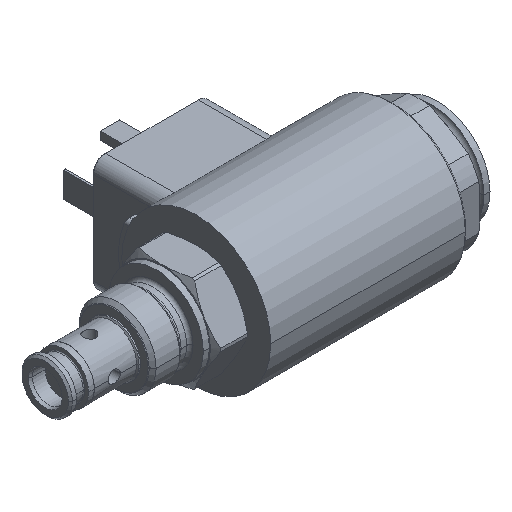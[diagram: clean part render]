
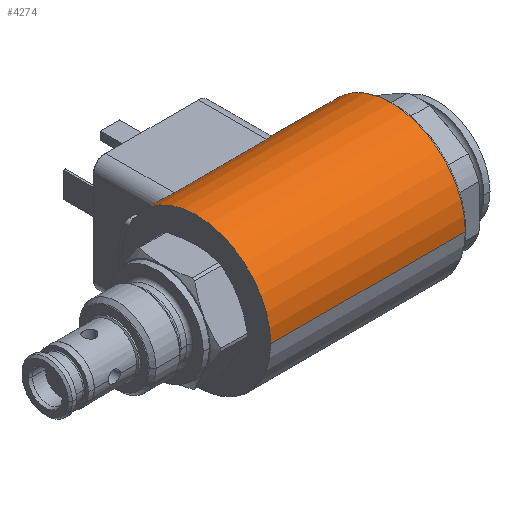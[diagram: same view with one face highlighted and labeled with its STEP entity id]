
A CAD part, isometric view. The second image highlights one B-rep face of the part: STEP entity #4274.
In plain terms, the highlighted cylindrical face has radius 18.5 mm (diameter 37 mm), a partial arc.
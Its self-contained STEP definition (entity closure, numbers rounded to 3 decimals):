
#1327=CARTESIAN_POINT('',(10.,0.,0.));
#1328=DIRECTION('',(1.,0.,0.));
#1329=DIRECTION('',(0.,1.,0.));
#1330=AXIS2_PLACEMENT_3D('',#1327,#1328,#1329);
#1337=CARTESIAN_POINT('',(10.5,0.,0.));
#1338=DIRECTION('',(1.,0.,0.));
#1339=DIRECTION('',(0.,1.,0.));
#1340=AXIS2_PLACEMENT_3D('',#1337,#1338,#1339);
#1342=DIRECTION('',(1.,0.,0.));
#1343=VECTOR('',#1342,1.5);
#1344=CARTESIAN_POINT('',(11.5,16.608,8.15));
#1345=LINE('',#1344,#1343);
#1346=CARTESIAN_POINT('',(13.,0.,0.));
#1347=DIRECTION('',(1.,0.,0.));
#1348=DIRECTION('',(0.,0.898,0.441));
#1349=AXIS2_PLACEMENT_3D('',#1346,#1347,#1348);
#1351=CARTESIAN_POINT('',(13.,14.491,11.5));
#1352=CARTESIAN_POINT('',(13.,14.426,11.583));
#1353=CARTESIAN_POINT('',(13.007,14.292,11.748));
#1354=CARTESIAN_POINT('',(13.038,14.082,11.999));
#1355=CARTESIAN_POINT('',(13.091,13.867,12.248));
#1356=CARTESIAN_POINT('',(13.165,13.647,12.492));
#1357=CARTESIAN_POINT('',(13.26,13.424,12.731));
#1358=CARTESIAN_POINT('',(13.375,13.203,12.96));
#1359=CARTESIAN_POINT('',(13.507,12.988,13.175));
#1360=CARTESIAN_POINT('',(13.653,12.783,13.374));
#1361=CARTESIAN_POINT('',(13.811,12.59,13.555));
#1362=CARTESIAN_POINT('',(13.977,12.412,13.719));
#1363=CARTESIAN_POINT('',(14.15,12.248,13.865));
#1364=CARTESIAN_POINT('',(14.326,12.103,13.992));
#1365=CARTESIAN_POINT('',(14.503,11.974,14.103));
#1366=CARTESIAN_POINT('',(14.68,11.863,14.196));
#1367=CARTESIAN_POINT('',(14.853,11.768,14.274));
#1368=CARTESIAN_POINT('',(15.024,11.69,14.339));
#1369=CARTESIAN_POINT('',(15.192,11.626,14.391));
#1370=CARTESIAN_POINT('',(15.357,11.575,14.432));
#1371=CARTESIAN_POINT('',(15.519,11.536,14.463));
#1372=CARTESIAN_POINT('',(15.68,11.509,14.484));
#1373=CARTESIAN_POINT('',(15.84,11.493,14.497));
#1374=CARTESIAN_POINT('',(15.947,11.489,14.5));
#1375=CARTESIAN_POINT('',(16.,11.489,14.5));
#1377=DIRECTION('',(1.,0.,0.));
#1378=VECTOR('',#1377,23.);
#1379=CARTESIAN_POINT('',(16.,11.489,14.5));
#1380=LINE('',#1379,#1378);
#1381=CARTESIAN_POINT('',(39.,11.489,14.5));
#1382=CARTESIAN_POINT('',(39.053,11.489,14.5));
#1383=CARTESIAN_POINT('',(39.159,11.493,14.497));
#1384=CARTESIAN_POINT('',(39.32,11.509,14.484));
#1385=CARTESIAN_POINT('',(39.481,11.536,14.463));
#1386=CARTESIAN_POINT('',(39.643,11.575,14.432));
#1387=CARTESIAN_POINT('',(39.808,11.626,14.391));
#1388=CARTESIAN_POINT('',(39.976,11.69,14.339));
#1389=CARTESIAN_POINT('',(40.146,11.768,14.274));
#1390=CARTESIAN_POINT('',(40.32,11.863,14.196));
#1391=CARTESIAN_POINT('',(40.496,11.974,14.103));
#1392=CARTESIAN_POINT('',(40.674,12.103,13.992));
#1393=CARTESIAN_POINT('',(40.85,12.248,13.865));
#1394=CARTESIAN_POINT('',(41.023,12.412,13.719));
#1395=CARTESIAN_POINT('',(41.189,12.59,13.555));
#1396=CARTESIAN_POINT('',(41.347,12.783,13.374));
#1397=CARTESIAN_POINT('',(41.493,12.988,13.175));
#1398=CARTESIAN_POINT('',(41.625,13.203,12.96));
#1399=CARTESIAN_POINT('',(41.74,13.424,12.731));
#1400=CARTESIAN_POINT('',(41.835,13.647,12.492));
#1401=CARTESIAN_POINT('',(41.909,13.867,12.248));
#1402=CARTESIAN_POINT('',(41.962,14.082,11.999));
#1403=CARTESIAN_POINT('',(41.993,14.292,11.748));
#1404=CARTESIAN_POINT('',(42.,14.426,11.583));
#1405=CARTESIAN_POINT('',(42.,14.491,11.5));
#1407=CARTESIAN_POINT('',(42.,0.,0.));
#1408=DIRECTION('',(1.,0.,0.));
#1409=DIRECTION('',(0.,1.,0.));
#1410=AXIS2_PLACEMENT_3D('',#1407,#1408,#1409);
#1412=CARTESIAN_POINT('',(58.368,0.,0.));
#1413=DIRECTION('',(1.,0.,0.));
#1414=DIRECTION('',(0.,1.,0.));
#1415=AXIS2_PLACEMENT_3D('',#1412,#1413,#1414);
#1430=CARTESIAN_POINT('',(11.5,16.608,8.15));
#1431=CARTESIAN_POINT('',(11.469,16.608,8.15));
#1432=CARTESIAN_POINT('',(11.408,16.609,8.147));
#1433=CARTESIAN_POINT('',(11.317,16.616,8.135));
#1434=CARTESIAN_POINT('',(11.227,16.626,8.113));
#1435=CARTESIAN_POINT('',(11.138,16.64,8.084));
#1436=CARTESIAN_POINT('',(11.052,16.659,8.046));
#1437=CARTESIAN_POINT('',(10.968,16.681,7.999));
#1438=CARTESIAN_POINT('',(10.889,16.708,7.944));
#1439=CARTESIAN_POINT('',(10.814,16.738,7.88));
#1440=CARTESIAN_POINT('',(10.745,16.771,7.809));
#1441=CARTESIAN_POINT('',(10.683,16.808,7.729));
#1442=CARTESIAN_POINT('',(10.628,16.847,7.643));
#1443=CARTESIAN_POINT('',(10.582,16.889,7.552));
#1444=CARTESIAN_POINT('',(10.546,16.931,7.456));
#1445=CARTESIAN_POINT('',(10.52,16.975,7.356));
#1446=CARTESIAN_POINT('',(10.504,17.019,7.253));
#1447=CARTESIAN_POINT('',(10.5,17.048,7.184));
#1448=CARTESIAN_POINT('',(10.5,17.062,7.15));
#1531=DIRECTION('',(-1.,0.,0.));
#1532=VECTOR('',#1531,0.5);
#1533=CARTESIAN_POINT('',(10.5,18.5,0.));
#1534=LINE('',#1533,#1532);
#1535=DIRECTION('',(-1.,0.,0.));
#1536=VECTOR('',#1535,48.368);
#1537=CARTESIAN_POINT('',(58.368,-18.5,0.));
#1538=LINE('',#1537,#1536);
#1544=DIRECTION('',(-1.,0.,0.));
#1545=VECTOR('',#1544,16.368);
#1546=CARTESIAN_POINT('',(58.368,18.5,0.));
#1547=LINE('',#1546,#1545);
#2664=CARTESIAN_POINT('',(58.368,-18.5,0.));
#2665=CARTESIAN_POINT('',(10.,-18.5,0.));
#2666=VERTEX_POINT('',#2664);
#2667=VERTEX_POINT('',#2665);
#2738=CARTESIAN_POINT('',(16.,11.489,14.5));
#2739=CARTESIAN_POINT('',(39.,11.489,14.5));
#2740=VERTEX_POINT('',#2738);
#2741=VERTEX_POINT('',#2739);
#2742=VERTEX_POINT('',#1405);
#2743=CARTESIAN_POINT('',(42.,18.5,0.));
#2744=VERTEX_POINT('',#2743);
#2745=VERTEX_POINT('',#1351);
#2752=CARTESIAN_POINT('',(58.368,18.5,0.));
#2753=VERTEX_POINT('',#2752);
#2842=CARTESIAN_POINT('',(10.,18.5,0.));
#2843=VERTEX_POINT('',#2842);
#2976=CARTESIAN_POINT('',(13.,16.608,8.15));
#2977=VERTEX_POINT('',#2976);
#2980=CARTESIAN_POINT('',(11.5,16.608,8.15));
#2981=VERTEX_POINT('',#2980);
#2982=CARTESIAN_POINT('',(10.5,17.062,7.15));
#2983=VERTEX_POINT('',#2982);
#2991=CARTESIAN_POINT('',(10.5,18.5,0.));
#2992=VERTEX_POINT('',#2991);
#4242=CARTESIAN_POINT('',(-14.525,0.,0.));
#4243=DIRECTION('',(1.,0.,0.));
#4244=DIRECTION('',(0.,-1.,0.));
#4245=AXIS2_PLACEMENT_3D('',#4242,#4243,#4244);
#4246=CYLINDRICAL_SURFACE('',#4245,18.5);
#4248=ORIENTED_EDGE('',*,*,#4247,.T.);
#4250=ORIENTED_EDGE('',*,*,#4249,.F.);
#4252=ORIENTED_EDGE('',*,*,#4251,.T.);
#4254=ORIENTED_EDGE('',*,*,#4253,.T.);
#4256=ORIENTED_EDGE('',*,*,#4255,.T.);
#4258=ORIENTED_EDGE('',*,*,#4257,.T.);
#4260=ORIENTED_EDGE('',*,*,#4259,.T.);
#4262=ORIENTED_EDGE('',*,*,#4261,.F.);
#4264=ORIENTED_EDGE('',*,*,#4263,.F.);
#4266=ORIENTED_EDGE('',*,*,#4265,.T.);
#4268=ORIENTED_EDGE('',*,*,#4267,.T.);
#4269=ORIENTED_EDGE('',*,*,#4219,.F.);
#4271=ORIENTED_EDGE('',*,*,#4270,.F.);
#4272=EDGE_LOOP('',(#4248,#4250,#4252,#4254,#4256,#4258,#4260,#4262,#4264,#4266,
#4268,#4269,#4271));
#4273=FACE_OUTER_BOUND('',#4272,.F.);
#1331=CIRCLE('',#1330,18.5);
#1341=CIRCLE('',#1340,18.5);
#1350=CIRCLE('',#1349,18.5);
#1376=B_SPLINE_CURVE_WITH_KNOTS('',3,(#1351,#1352,#1353,#1354,#1355,#1356,#1357,
#1358,#1359,#1360,#1361,#1362,#1363,#1364,#1365,#1366,#1367,#1368,#1369,#1370,
#1371,#1372,#1373,#1374,#1375),.UNSPECIFIED.,.F.,.F.,(4,1,1,1,1,1,1,1,1,1,1,1,1,
1,1,1,1,1,1,1,1,1,4),(0.,0.045,0.091,
0.136,0.182,0.227,0.273,
0.318,0.364,0.409,0.455,0.5,
0.545,0.591,0.636,0.682,
0.727,0.773,0.818,0.864,
0.909,0.955,1.),.UNSPECIFIED.);
#1406=B_SPLINE_CURVE_WITH_KNOTS('',3,(#1381,#1382,#1383,#1384,#1385,#1386,#1387,
#1388,#1389,#1390,#1391,#1392,#1393,#1394,#1395,#1396,#1397,#1398,#1399,#1400,
#1401,#1402,#1403,#1404,#1405),.UNSPECIFIED.,.F.,.F.,(4,1,1,1,1,1,1,1,1,1,1,1,1,
1,1,1,1,1,1,1,1,1,4),(0.,0.045,0.091,
0.136,0.182,0.227,0.273,
0.318,0.364,0.409,0.455,0.5,
0.545,0.591,0.636,0.682,
0.727,0.773,0.818,0.864,
0.909,0.955,1.),.UNSPECIFIED.);
#1411=CIRCLE('',#1410,18.5);
#1416=CIRCLE('',#1415,18.5);
#1449=B_SPLINE_CURVE_WITH_KNOTS('',3,(#1430,#1431,#1432,#1433,#1434,#1435,#1436,
#1437,#1438,#1439,#1440,#1441,#1442,#1443,#1444,#1445,#1446,#1447,#1448),
.UNSPECIFIED.,.F.,.F.,(4,1,1,1,1,1,1,1,1,1,1,1,1,1,1,1,4),(0.,0.063,0.125,
0.188,0.25,0.313,0.375,0.438,0.5,0.563,0.625,0.688,
0.75,0.813,0.875,0.938,1.),.UNSPECIFIED.);
#4219=EDGE_CURVE('',#2843,#2667,#1331,.T.);
#4247=EDGE_CURVE('',#2992,#2983,#1341,.T.);
#4249=EDGE_CURVE('',#2981,#2983,#1449,.T.);
#4251=EDGE_CURVE('',#2981,#2977,#1345,.T.);
#4253=EDGE_CURVE('',#2977,#2745,#1350,.T.);
#4255=EDGE_CURVE('',#2745,#2740,#1376,.T.);
#4257=EDGE_CURVE('',#2740,#2741,#1380,.T.);
#4259=EDGE_CURVE('',#2741,#2742,#1406,.T.);
#4261=EDGE_CURVE('',#2744,#2742,#1411,.T.);
#4263=EDGE_CURVE('',#2753,#2744,#1547,.T.);
#4265=EDGE_CURVE('',#2753,#2666,#1416,.T.);
#4267=EDGE_CURVE('',#2666,#2667,#1538,.T.);
#4270=EDGE_CURVE('',#2992,#2843,#1534,.T.);
#4274=ADVANCED_FACE('',(#4273),#4246,.T.);
